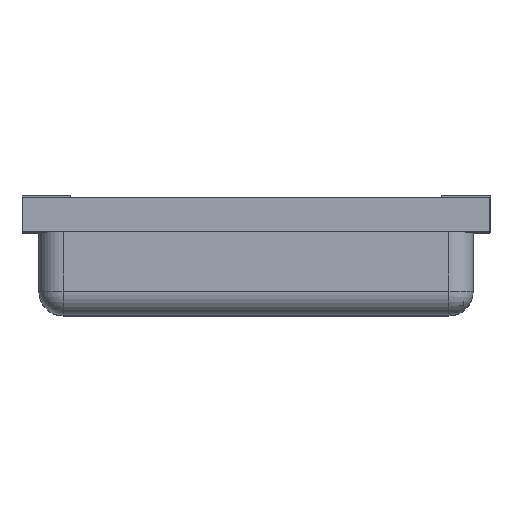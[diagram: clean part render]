
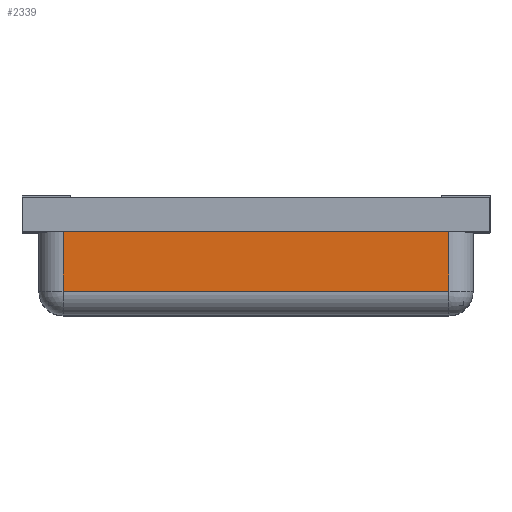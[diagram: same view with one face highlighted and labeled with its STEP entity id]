
A CAD part, top view. The second image highlights one B-rep face of the part: STEP entity #2339.
In plain terms, the highlighted planar face has unit normal (0, 0, 1).
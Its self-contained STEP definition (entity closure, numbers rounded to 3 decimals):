
#1924 = CARTESIAN_POINT ( 'NONE',  ( -4.5, -1.24, 4.5 ) ) ;
#1965 = CARTESIAN_POINT ( 'NONE',  ( -4., -1.24, 4.5 ) ) ;
#1994 = EDGE_LOOP ( 'NONE', ( #9098, #16099, #12294, #16545 ) ) ;
#2339 = ADVANCED_FACE ( 'NONE', ( #5518 ), #19211, .F. ) ;
#3391 = LINE ( 'NONE', #1924, #18433 ) ;
#3714 = CARTESIAN_POINT ( 'NONE',  ( 4., -1.74, 4.5 ) ) ;
#4053 = DIRECTION ( 'NONE',  ( 0., 0., -1. ) ) ;
#4853 = CARTESIAN_POINT ( 'NONE',  ( -4.5, 0., 4.5 ) ) ;
#5334 = CARTESIAN_POINT ( 'NONE',  ( -4., -1.74, 4.5 ) ) ;
#5403 = DIRECTION ( 'NONE',  ( -1., 0., 0. ) ) ;
#5518 = FACE_OUTER_BOUND ( 'NONE', #1994, .T. ) ;
#5715 = DIRECTION ( 'NONE',  ( -1., 0., 0. ) ) ;
#6816 = CARTESIAN_POINT ( 'NONE',  ( -4., 0., 4.5 ) ) ;
#6834 = VECTOR ( 'NONE', #14834, 1000. ) ;
#7136 = CARTESIAN_POINT ( 'NONE',  ( 4., 0., 4.5 ) ) ;
#7328 = VERTEX_POINT ( 'NONE', #1965 ) ;
#8630 = EDGE_CURVE ( 'NONE', #18231, #18291, #18909, .T. ) ;
#8802 = LINE ( 'NONE', #5334, #6834 ) ;
#9098 = ORIENTED_EDGE ( 'NONE', *, *, #17757, .T. ) ;
#11551 = CARTESIAN_POINT ( 'NONE',  ( -4.5, -1.74, 4.5 ) ) ;
#12294 = ORIENTED_EDGE ( 'NONE', *, *, #8630, .T. ) ;
#12837 = VECTOR ( 'NONE', #5403, 1000. ) ;
#13932 = DIRECTION ( 'NONE',  ( 1., 0., 0. ) ) ;
#14075 = LINE ( 'NONE', #3714, #14707 ) ;
#14271 = DIRECTION ( 'NONE',  ( 0., 1., 0. ) ) ;
#14707 = VECTOR ( 'NONE', #14271, 1000. ) ;
#14834 = DIRECTION ( 'NONE',  ( 0., -1., 0. ) ) ;
#16099 = ORIENTED_EDGE ( 'NONE', *, *, #17906, .T. ) ;
#16545 = ORIENTED_EDGE ( 'NONE', *, *, #18394, .T. ) ;
#16653 = AXIS2_PLACEMENT_3D ( 'NONE', #11551, #4053, #5715 ) ;
#17757 = EDGE_CURVE ( 'NONE', #7328, #19274, #3391, .T. ) ;
#17906 = EDGE_CURVE ( 'NONE', #19274, #18231, #14075, .T. ) ;
#18231 = VERTEX_POINT ( 'NONE', #7136 ) ;
#18291 = VERTEX_POINT ( 'NONE', #6816 ) ;
#18394 = EDGE_CURVE ( 'NONE', #18291, #7328, #8802, .T. ) ;
#18433 = VECTOR ( 'NONE', #13932, 1000. ) ;
#18909 = LINE ( 'NONE', #4853, #12837 ) ;
#19211 = PLANE ( 'NONE',  #16653 ) ;
#19274 = VERTEX_POINT ( 'NONE', #19393 ) ;
#19393 = CARTESIAN_POINT ( 'NONE',  ( 4., -1.24, 4.5 ) ) ;
